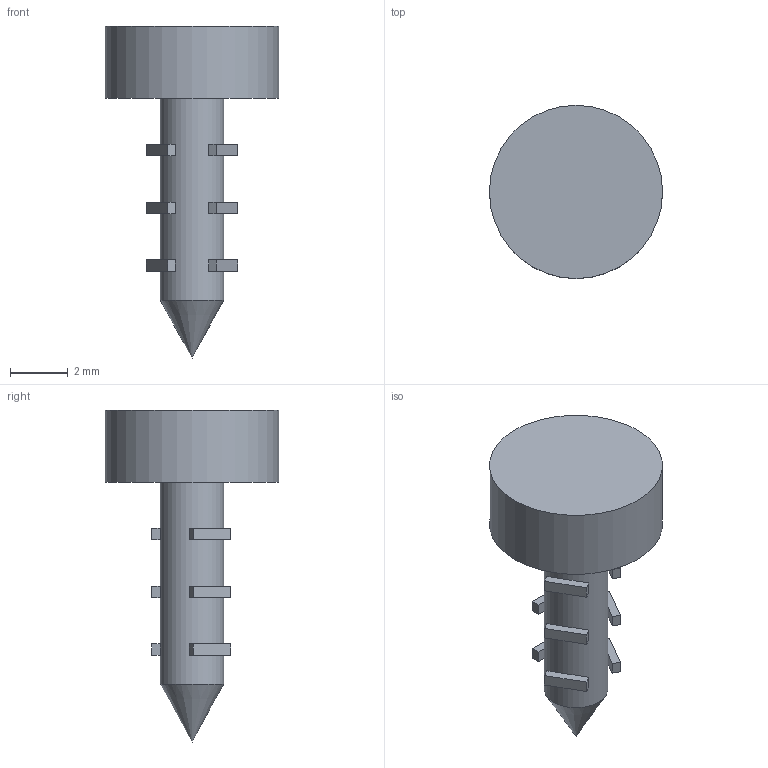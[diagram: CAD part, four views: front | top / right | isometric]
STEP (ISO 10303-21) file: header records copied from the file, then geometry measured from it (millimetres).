
FILE_DESCRIPTION(('FreeCAD Model'),'2;1');
FILE_NAME('Open CASCADE Shape Model','2025-06-01T13:36:01',('Author'),( ''),'Open CASCADE STEP processor 7.8','FreeCAD','Unknown');
FILE_SCHEMA(('AUTOMOTIVE_DESIGN { 1 0 10303 214 1 1 1 1 }'));
Length unit declared in the file: millimetre
Products named in the file (1): PushPin
Bounding box: 6 x 6 x 11.5 mm (x, y, z)
Volume: 101.4 mm3; surface area: 177.2 mm2
Topology: 10 solids, 10 shells, 68 faces, 143 edges, 95 vertices
Faces by surface type: plane 65, cylinder 2, cone 1
Full cylindrical faces by diameter (mm): 2.2 x1, 6 x1
Entity records: 1863 total; most frequent: CARTESIAN_POINT 306, DIRECTION 284, ORIENTED_EDGE 284, EDGE_CURVE 142, LINE 138, VECTOR 138, VERTEX_POINT 95, AXIS2_PLACEMENT_3D 73
